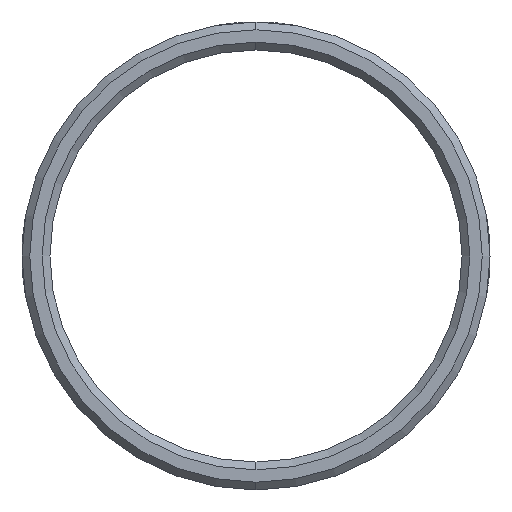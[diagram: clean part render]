
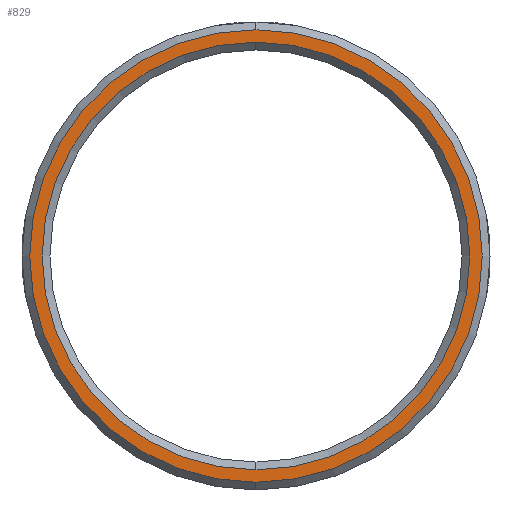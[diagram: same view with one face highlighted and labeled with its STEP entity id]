
A CAD part, left-side view. The second image highlights one B-rep face of the part: STEP entity #829.
In plain terms, the highlighted planar face has unit normal (-1, 0, 0).
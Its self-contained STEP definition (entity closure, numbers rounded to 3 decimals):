
#32 = AXIS2_PLACEMENT_3D ( 'NONE', #528, #1031, #87 ) ;
#87 = DIRECTION ( 'NONE',  ( 0., 0., -1. ) ) ;
#88 = DIRECTION ( 'NONE',  ( 0., 0., -1. ) ) ;
#110 = PLANE ( 'NONE',  #1181 ) ;
#131 = CIRCLE ( 'NONE', #997, 27.55 ) ;
#151 = VERTEX_POINT ( 'NONE', #1131 ) ;
#161 = VERTEX_POINT ( 'NONE', #271 ) ;
#170 = CIRCLE ( 'NONE', #845, 29.15 ) ;
#187 = CARTESIAN_POINT ( 'NONE',  ( 0., 0., 29.15 ) ) ;
#271 = CARTESIAN_POINT ( 'NONE',  ( 0., 0., 27.55 ) ) ;
#285 = VERTEX_POINT ( 'NONE', #1155 ) ;
#358 = FACE_OUTER_BOUND ( 'NONE', #1033, .T. ) ;
#370 = EDGE_CURVE ( 'NONE', #285, #161, #628, .T. ) ;
#375 = VERTEX_POINT ( 'NONE', #187 ) ;
#412 = EDGE_CURVE ( 'NONE', #161, #285, #131, .T. ) ;
#482 = CARTESIAN_POINT ( 'NONE',  ( 0., 0., 0. ) ) ;
#516 = CARTESIAN_POINT ( 'NONE',  ( 0., 0., 0. ) ) ;
#528 = CARTESIAN_POINT ( 'NONE',  ( 0., 0., 0. ) ) ;
#540 = DIRECTION ( 'NONE',  ( -1., 0., 0. ) ) ;
#552 = DIRECTION ( 'NONE',  ( 1., 0., 0. ) ) ;
#580 = DIRECTION ( 'NONE',  ( 0., 0., -1. ) ) ;
#613 = FACE_BOUND ( 'NONE', #1074, .T. ) ;
#618 = ORIENTED_EDGE ( 'NONE', *, *, #412, .T. ) ;
#628 = CIRCLE ( 'NONE', #32, 27.55 ) ;
#639 = EDGE_CURVE ( 'NONE', #151, #375, #170, .T. ) ;
#717 = ORIENTED_EDGE ( 'NONE', *, *, #639, .T. ) ;
#725 = AXIS2_PLACEMENT_3D ( 'NONE', #482, #540, #88 ) ;
#729 = CIRCLE ( 'NONE', #725, 29.15 ) ;
#829 = ADVANCED_FACE ( 'NONE', ( #358, #613 ), #110, .F. ) ;
#845 = AXIS2_PLACEMENT_3D ( 'NONE', #1175, #1369, #1359 ) ;
#932 = DIRECTION ( 'NONE',  ( 0., 0., -1. ) ) ;
#962 = CARTESIAN_POINT ( 'NONE',  ( 0., 0., 0. ) ) ;
#997 = AXIS2_PLACEMENT_3D ( 'NONE', #516, #998, #580 ) ;
#998 = DIRECTION ( 'NONE',  ( 1., 0., 0. ) ) ;
#1031 = DIRECTION ( 'NONE',  ( 1., 0., 0. ) ) ;
#1033 = EDGE_LOOP ( 'NONE', ( #717, #1370 ) ) ;
#1074 = EDGE_LOOP ( 'NONE', ( #618, #1118 ) ) ;
#1118 = ORIENTED_EDGE ( 'NONE', *, *, #370, .T. ) ;
#1131 = CARTESIAN_POINT ( 'NONE',  ( 0., 0., -29.15 ) ) ;
#1155 = CARTESIAN_POINT ( 'NONE',  ( 0., 0., -27.55 ) ) ;
#1175 = CARTESIAN_POINT ( 'NONE',  ( 0., 0., 0. ) ) ;
#1181 = AXIS2_PLACEMENT_3D ( 'NONE', #962, #552, #932 ) ;
#1285 = EDGE_CURVE ( 'NONE', #375, #151, #729, .T. ) ;
#1359 = DIRECTION ( 'NONE',  ( 0., 0., -1. ) ) ;
#1369 = DIRECTION ( 'NONE',  ( -1., 0., 0. ) ) ;
#1370 = ORIENTED_EDGE ( 'NONE', *, *, #1285, .T. ) ;
